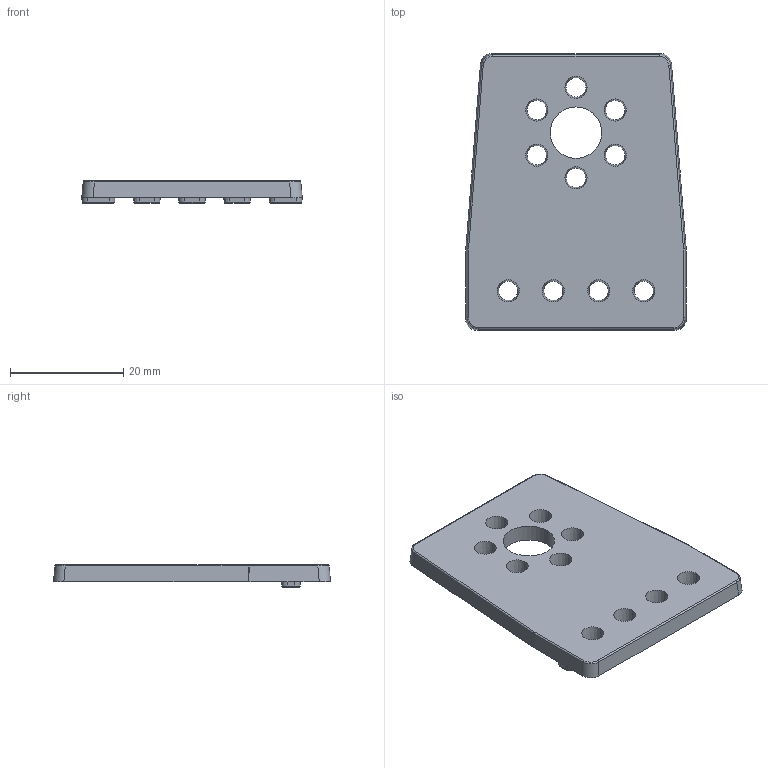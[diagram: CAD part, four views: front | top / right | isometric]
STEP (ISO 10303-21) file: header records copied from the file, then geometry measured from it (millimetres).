
FILE_DESCRIPTION (( 'STEP AP203' ), '1' );
FILE_NAME ('REV-41-1303_Default.step', '2016-09-04T21:37:15', ( '' ), ( '' ), 'SwSTEP 2.0', 'SolidWorks 2015', '' );
FILE_SCHEMA (( 'CONFIG_CONTROL_DESIGN' ));
Length unit declared in the file: inch
Products named in the file (1): REV-41-1303_Default
Bounding box: 39 x 49 x 4 mm (x, y, z)
Volume: 4938 mm3; surface area: 4221.4 mm2
Topology: 1 solids, 1 shells, 142 faces, 352 edges, 208 vertices
Faces by surface type: bspline 54, cone 32, cylinder 30, plane 26
Entity records: 5874 total; most frequent: CARTESIAN_POINT 2884, ORIENTED_EDGE 704, DIRECTION 452, EDGE_CURVE 352, VERTEX_POINT 208, AXIS2_PLACEMENT_3D 167, EDGE_LOOP 160, ADVANCED_FACE 142
